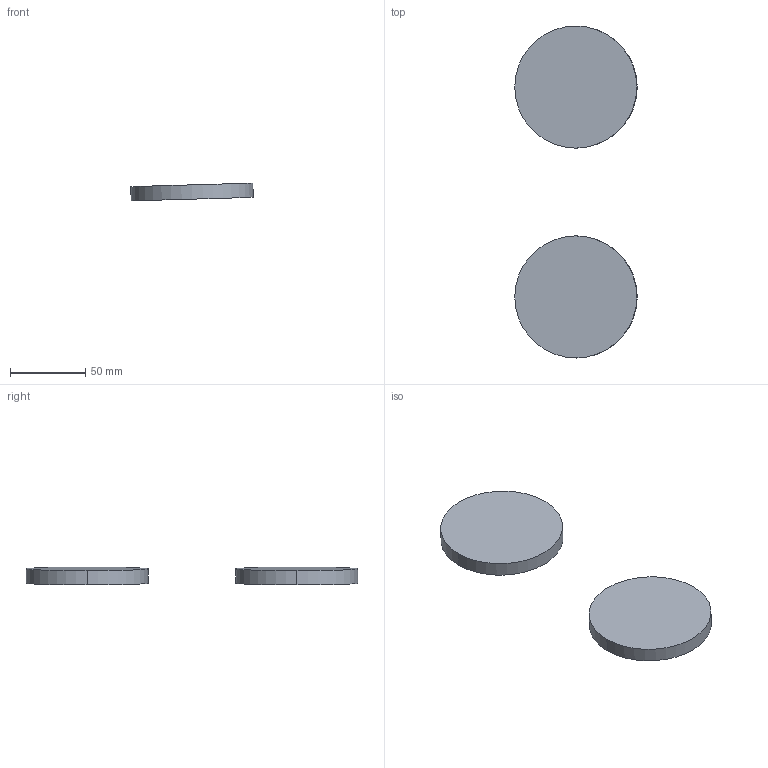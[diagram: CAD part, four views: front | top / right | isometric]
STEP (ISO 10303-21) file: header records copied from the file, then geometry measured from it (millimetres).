
FILE_DESCRIPTION (( 'STEP AP203' ), '1' );
FILE_NAME ('SteeringCoupler_Hardware.STEP', '2023-07-27T05:57:14', ( '' ), ( '' ), 'SwSTEP 2.0', 'SolidWorks 2021', '' );
FILE_SCHEMA (( 'CONFIG_CONTROL_DESIGN' ));
Length unit declared in the file: centimetre
Products named in the file (3): Rear Chassis _1_; Part 16-3; SteeringCoupler_Hardware
Assembly tree (2 placements, depth 3):
  SteeringCoupler_Hardware
    Rear Chassis _1_
      Part 16-3
Bounding box: 81.55 x 220.98 x 11.85 mm (x, y, z)
Volume: 98844.4 mm3; surface area: 25619.1 mm2
Topology: 2 solids, 2 shells, 8 faces, 12 edges, 8 vertices
Faces by surface type: cylinder 4, plane 4
Entity records: 491 total; most frequent: DIRECTION 48, CARTESIAN_POINT 34, PERSON_AND_ORGANIZATION 26, ORIENTED_EDGE 24, AXIS2_PLACEMENT_3D 22, COORDINATED_UNIVERSAL_TIME_OFFSET 19, LOCAL_TIME 19, DATE_AND_TIME 19
